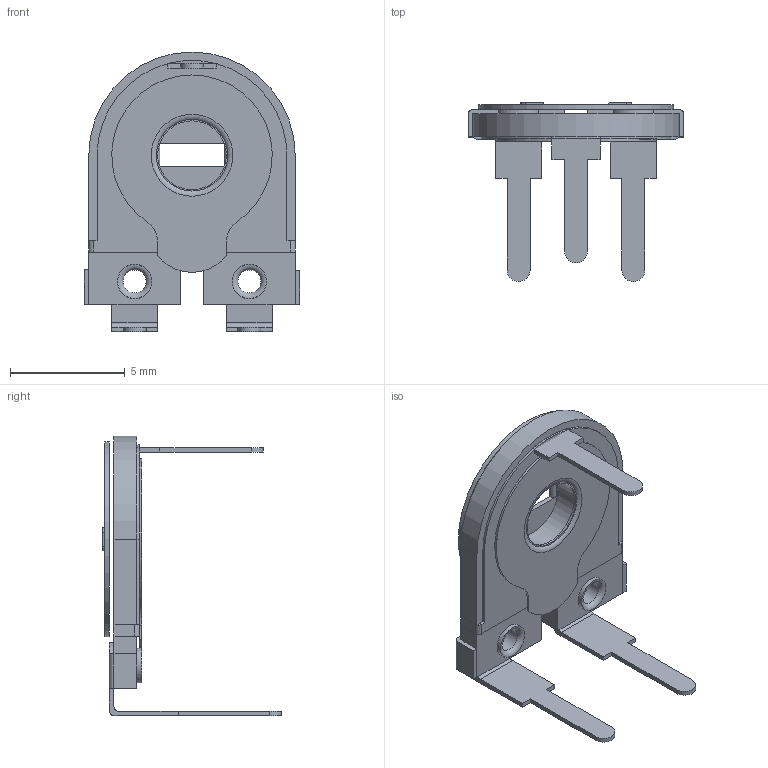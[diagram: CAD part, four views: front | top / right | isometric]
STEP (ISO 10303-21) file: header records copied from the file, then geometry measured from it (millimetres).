
FILE_DESCRIPTION(/* description */ (''),/* implementation_level */ '2;1');
FILE_NAME(/* name */ 'skeleton potentiometer 10k new v2.step',/* time_stamp */ '2022-08-04T19:58:09+05:30',/* author */ (''),/* organization */ (''),/* preprocessor_version */ 'ST-DEVELOPER v19',/* originating_system */ 'Autodesk Translation Framework v11.7.0.108',/* authorisation */ '');
FILE_SCHEMA (('AUTOMOTIVE_DESIGN { 1 0 10303 214 3 1 1 }'));
Length unit declared in the file: millimetre
Products named in the file (1): skeleton potentiometer 10k new
Bounding box: 9.4 x 7.8 x 12.2 mm (x, y, z)
Volume: 107.9 mm3; surface area: 633.5 mm2
Topology: 9 solids, 9 shells, 192 faces, 504 edges, 333 vertices
Faces by surface type: plane 121, cylinder 43, bspline 23, torus 5
Full cylindrical faces by diameter (mm): 1 x2, 1.5 x2, 3 x2, 8.5 x1
Entity records: 6198 total; most frequent: CARTESIAN_POINT 1421, ORIENTED_EDGE 1008, DIRECTION 899, EDGE_CURVE 504, LINE 357, VECTOR 357, VERTEX_POINT 333, AXIS2_PLACEMENT_3D 271
